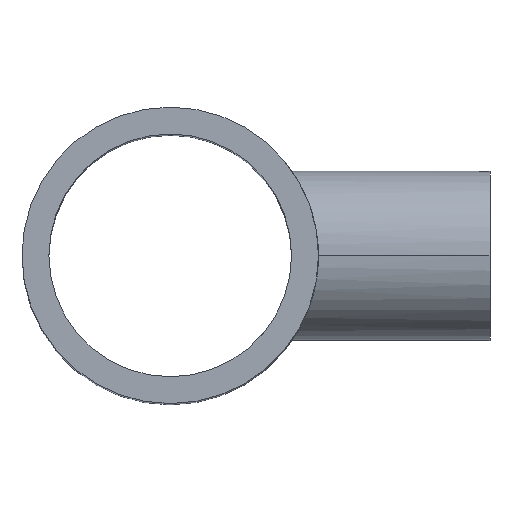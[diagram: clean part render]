
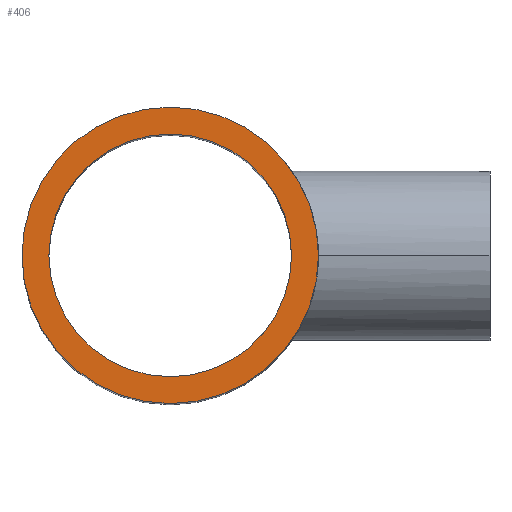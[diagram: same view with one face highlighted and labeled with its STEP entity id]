
A CAD part, top view. The second image highlights one B-rep face of the part: STEP entity #406.
In plain terms, the highlighted planar face has unit normal (0, 0, 1).
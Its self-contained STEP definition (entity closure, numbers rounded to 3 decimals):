
#28 = AXIS2_PLACEMENT_3D ( 'NONE', #69, #392, #682 ) ;
#37 = CARTESIAN_POINT ( 'NONE',  ( 140., 0., 345. ) ) ;
#64 = CIRCLE ( 'NONE', #28, 114.6 ) ;
#69 = CARTESIAN_POINT ( 'NONE',  ( 0., 0., 345. ) ) ;
#86 = EDGE_LOOP ( 'NONE', ( #638, #531 ) ) ;
#99 = DIRECTION ( 'NONE',  ( 1., 0., 0. ) ) ;
#101 = AXIS2_PLACEMENT_3D ( 'NONE', #559, #502, #399 ) ;
#139 = ORIENTED_EDGE ( 'NONE', *, *, #453, .F. ) ;
#180 = AXIS2_PLACEMENT_3D ( 'NONE', #332, #721, #444 ) ;
#189 = VERTEX_POINT ( 'NONE', #464 ) ;
#205 = CIRCLE ( 'NONE', #180, 114.6 ) ;
#212 = CARTESIAN_POINT ( 'NONE',  ( 0., 0., 345. ) ) ;
#234 = EDGE_CURVE ( 'NONE', #412, #249, #668, .T. ) ;
#249 = VERTEX_POINT ( 'NONE', #37 ) ;
#253 = AXIS2_PLACEMENT_3D ( 'NONE', #522, #706, #690 ) ;
#260 = ORIENTED_EDGE ( 'NONE', *, *, #511, .F. ) ;
#326 = CARTESIAN_POINT ( 'NONE',  ( -114.6, 0., 345. ) ) ;
#332 = CARTESIAN_POINT ( 'NONE',  ( 0., 0., 345. ) ) ;
#336 = DIRECTION ( 'NONE',  ( 0., 0., 1. ) ) ;
#392 = DIRECTION ( 'NONE',  ( 0., 0., 1. ) ) ;
#399 = DIRECTION ( 'NONE',  ( 1., 0., 0. ) ) ;
#400 = VERTEX_POINT ( 'NONE', #326 ) ;
#406 = ADVANCED_FACE ( 'NONE', ( #542, #712 ), #652, .T. ) ;
#412 = VERTEX_POINT ( 'NONE', #436 ) ;
#436 = CARTESIAN_POINT ( 'NONE',  ( -140., 0., 345. ) ) ;
#444 = DIRECTION ( 'NONE',  ( 1., 0., 0. ) ) ;
#453 = EDGE_CURVE ( 'NONE', #400, #189, #205, .T. ) ;
#464 = CARTESIAN_POINT ( 'NONE',  ( 114.6, 0., 345. ) ) ;
#475 = EDGE_LOOP ( 'NONE', ( #139, #260 ) ) ;
#502 = DIRECTION ( 'NONE',  ( 0., 0., 1. ) ) ;
#511 = EDGE_CURVE ( 'NONE', #189, #400, #64, .T. ) ;
#522 = CARTESIAN_POINT ( 'NONE',  ( 0., 0., 345. ) ) ;
#525 = EDGE_CURVE ( 'NONE', #249, #412, #611, .T. ) ;
#531 = ORIENTED_EDGE ( 'NONE', *, *, #525, .T. ) ;
#542 = FACE_OUTER_BOUND ( 'NONE', #86, .T. ) ;
#559 = CARTESIAN_POINT ( 'NONE',  ( 0., 0., 345. ) ) ;
#611 = CIRCLE ( 'NONE', #101, 140. ) ;
#623 = AXIS2_PLACEMENT_3D ( 'NONE', #212, #336, #99 ) ;
#638 = ORIENTED_EDGE ( 'NONE', *, *, #234, .T. ) ;
#652 = PLANE ( 'NONE',  #623 ) ;
#668 = CIRCLE ( 'NONE', #253, 140. ) ;
#682 = DIRECTION ( 'NONE',  ( 1., 0., 0. ) ) ;
#690 = DIRECTION ( 'NONE',  ( 1., 0., 0. ) ) ;
#706 = DIRECTION ( 'NONE',  ( 0., 0., 1. ) ) ;
#712 = FACE_BOUND ( 'NONE', #475, .T. ) ;
#721 = DIRECTION ( 'NONE',  ( 0., 0., 1. ) ) ;
